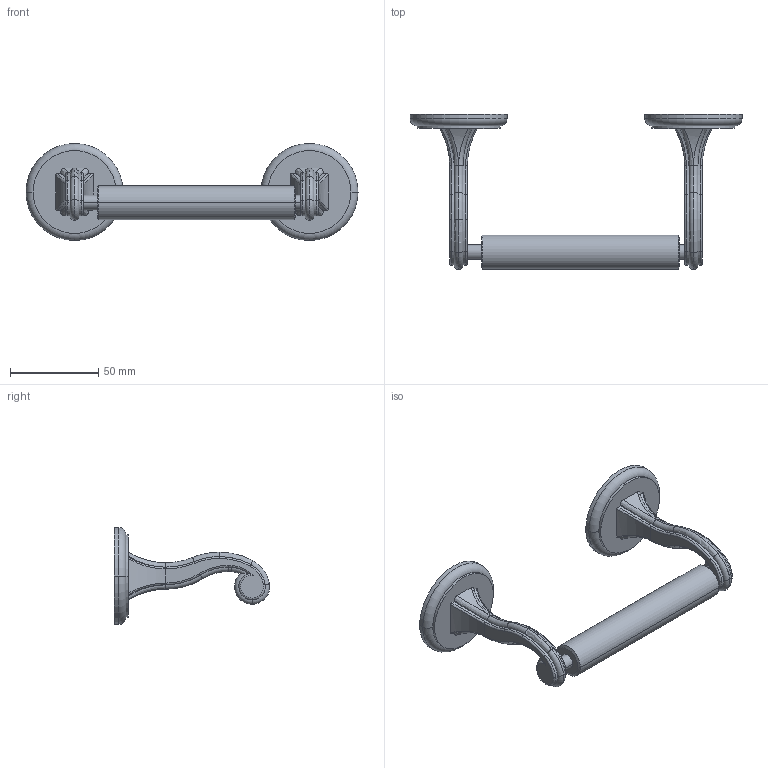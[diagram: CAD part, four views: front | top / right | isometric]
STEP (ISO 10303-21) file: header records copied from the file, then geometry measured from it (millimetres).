
FILE_DESCRIPTION((''),'2;1');
FILE_NAME('2708A_WEB','2010-10-04T',('project'),(''),'PRO/ENGINEER BY PARAMETRIC TECHNOLOGY CORPORATION, 2009300','PRO/ENGINEER BY PARAMETRIC TECHNOLOGY CORPORATION, 2009300','');
FILE_SCHEMA(('CONFIG_CONTROL_DESIGN'));
Length unit declared in the file: inch
Products named in the file (1): 2708A_WEB
Bounding box: 188.02 x 88.03 x 54.99 mm (x, y, z)
Volume: 70394.3 mm3; surface area: 33553.2 mm2
Topology: 4 solids, 6 shells, 596 faces, 1564 edges, 1025 vertices
Faces by surface type: plane 280, cylinder 207, torus 82, bspline 16, cone 11
Entity records: 19792 total; most frequent: CARTESIAN_POINT 4827, DIRECTION 3145, ORIENTED_EDGE 3120, EDGE_CURVE 1560, AXIS2_PLACEMENT_3D 1154, VERTEX_POINT 1025, VECTOR 837, LINE 837
